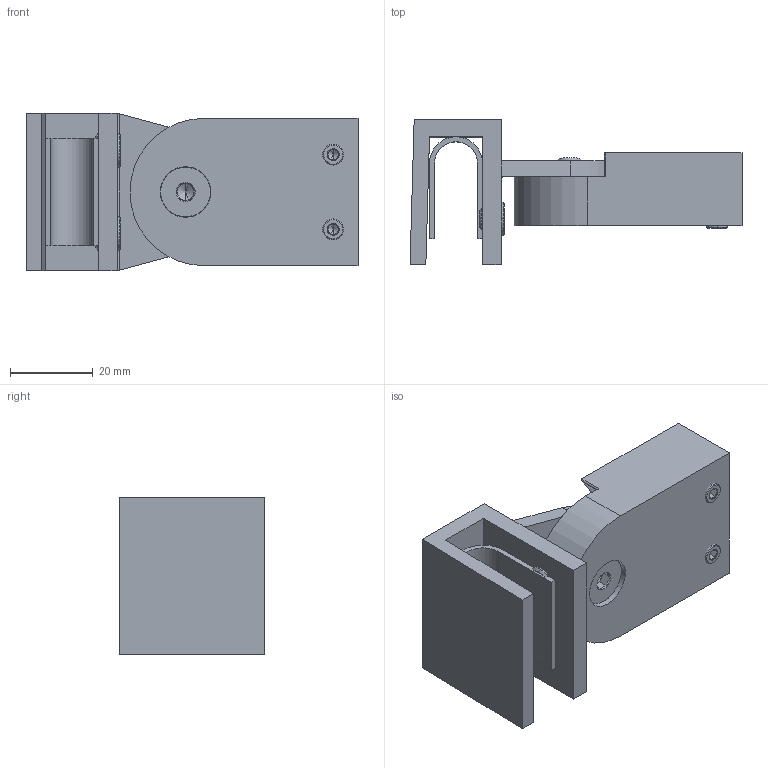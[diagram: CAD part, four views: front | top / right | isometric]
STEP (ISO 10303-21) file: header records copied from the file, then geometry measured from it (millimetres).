
FILE_DESCRIPTION (( 'STEP AP203' ), '1' );
FILE_NAME ('GS-304_ZP-226_P_Cr.STEP', '2019-09-13T11:42:58', ( '' ), ( '' ), 'SwSTEP 2.0', 'SolidWorks 2019', '' );
FILE_SCHEMA (( 'CONFIG_CONTROL_DESIGN' ));
Length unit declared in the file: millimetre
Products named in the file (7): GS-304_ZP-226_P_Cr.P2; DIN 913_M5x5_A2-70; GS-304_ZP-226_P_Cr.P1; GS-304_ZP-226_P_Cr; DIN 7991_M6x15_A2-70; GS-304_ZP-226_P_Cr.TESNENIE; DIN 913_M8x6_A2-70
Assembly tree (8 placements, depth 2):
  GS-304_ZP-226_P_Cr
    GS-304_ZP-226_P_Cr.P1
    GS-304_ZP-226_P_Cr.P2
    DIN 7991_M6x15_A2-70
    DIN 913_M5x5_A2-70  x2
    DIN 913_M8x6_A2-70  x2
    GS-304_ZP-226_P_Cr.TESNENIE
Bounding box: 80.1 x 35 x 38 mm (x, y, z)
Volume: 34928.1 mm3; surface area: 22856.6 mm2
Topology: 8 solids, 8 shells, 229 faces, 493 edges, 277 vertices
Faces by surface type: plane 104, cone 71, cylinder 44, torus 10
Entity records: 5568 total; most frequent: CARTESIAN_POINT 959, DIRECTION 865, ORIENTED_EDGE 746, EDGE_CURVE 373, AXIS2_PLACEMENT_3D 335, VERTEX_POINT 219, VECTOR 195, LINE 195
